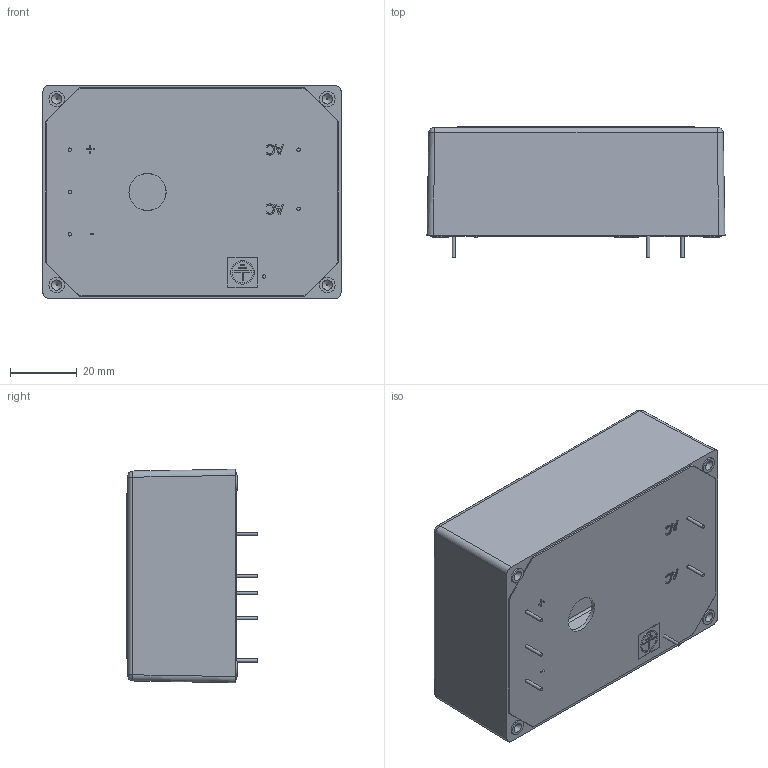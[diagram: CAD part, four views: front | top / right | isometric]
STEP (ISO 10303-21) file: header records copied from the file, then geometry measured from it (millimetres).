
FILE_DESCRIPTION((''),'2;1');
FILE_NAME('ELW-13.stp','2012-06-14T10:36:08',('JCD'),('ENGINEERING'),'Autodesk Inventor 2013','Autodesk Inventor 2013','ACOPIAN TECHNICAL COMPANY');
FILE_SCHEMA(('AUTOMOTIVE_DESIGN { 1 0 10303 214 1 1 1 1 }'));
Length unit declared in the file: inch
Products named in the file (6): old eb-20.iam (ELW); old encap case-02; OLD LID PLUG; EL Pin; decal mini EL; decal gnd
Assembly tree (10 placements, depth 2):
  old eb-20.iam (ELW)
    old encap case-02
    OLD LID PLUG
    EL Pin  x6
    decal mini EL
    decal gnd
Bounding box: 89.53 x 39.34 x 64.14 mm (x, y, z)
Volume: 33869.5 mm3; surface area: 47979.9 mm2
Topology: 10 solids, 10 shells, 1165 faces, 3015 edges, 1990 vertices
Faces by surface type: plane 749, bspline 304, cylinder 79, cone 20, sphere 8, torus 5
Full cylindrical faces by diameter (mm): 1.016 x6, 1.067 x5, 1.295 x1, 2.54 x4, 4.686 x4, 4.981 x6, 6.35 x1, 7.112 x1
Entity records: 37309 total; most frequent: CARTESIAN_POINT 10922, ORIENTED_EDGE 5888, DIRECTION 4240, EDGE_CURVE 2944, VECTOR 2152, LINE 2152, VERTEX_POINT 1964, EDGE_LOOP 1303
